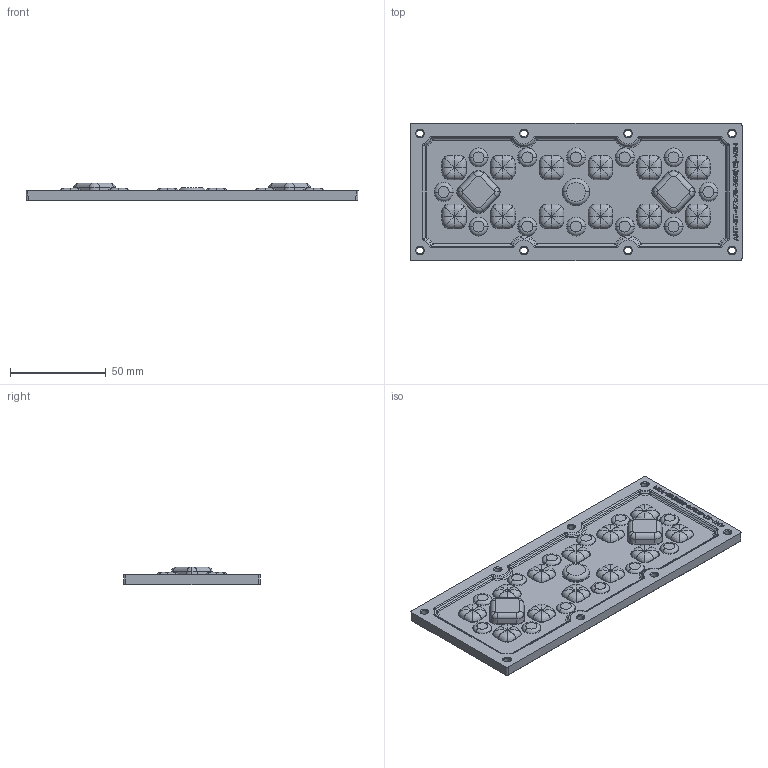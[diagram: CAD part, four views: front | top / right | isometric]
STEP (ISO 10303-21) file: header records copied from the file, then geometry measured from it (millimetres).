
FILE_DESCRIPTION (( 'STEP AP214' ), '1' );
FILE_NAME ('AMT-ST-173x70-5050(12)-VSM_襟.STEP', '2024-08-23T13:54:47', ( '' ), ( '' ), 'SwSTEP 2.0', 'SolidWorks 2019', '' );
FILE_SCHEMA (( 'AUTOMOTIVE_DESIGN' ));
Length unit declared in the file: millimetre
Products named in the file (1): AMT-ST-173x70-5050(12)-VSM_襟
Bounding box: 172.98 x 71.39 x 9.31 mm (x, y, z)
Volume: 37700.7 mm3; surface area: 31634.9 mm2
Topology: 1 solids, 1 shells, 1842 faces, 4490 edges, 2657 vertices
Faces by surface type: bspline 630, torus 426, plane 311, cylinder 244, cone 175, sphere 56
Entity records: 91677 total; most frequent: CARTESIAN_POINT 52861, ORIENTED_EDGE 8764, DIRECTION 7012, EDGE_CURVE 4382, AXIS2_PLACEMENT_3D 3034, VERTEX_POINT 2657, EDGE_LOOP 1973, ADVANCED_FACE 1842
